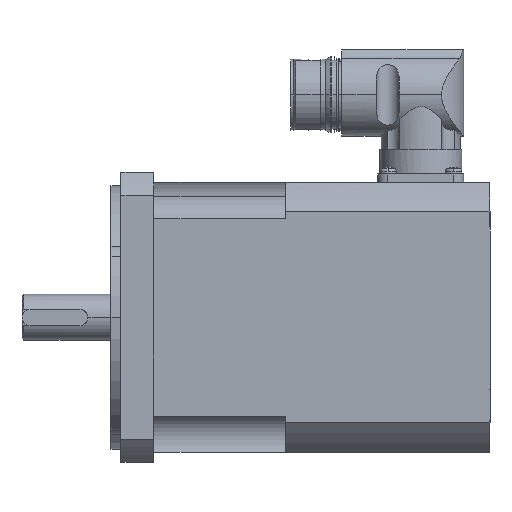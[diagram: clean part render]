
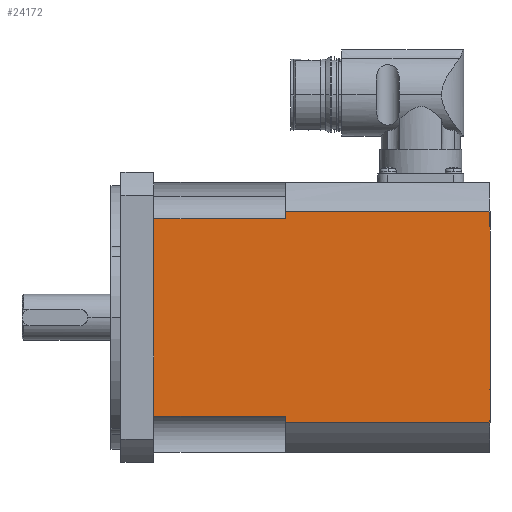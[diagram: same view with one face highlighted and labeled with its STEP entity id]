
A CAD part, front view. The second image highlights one B-rep face of the part: STEP entity #24172.
In plain terms, the highlighted planar face has unit normal (0, -1, 0).
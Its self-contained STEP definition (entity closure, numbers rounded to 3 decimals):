
#133=CARTESIAN_POINT('',(750.264,471.104,29.98));
#134=VERTEX_POINT('',#133);
#142=CARTESIAN_POINT('',(790.264,471.104,29.98));
#143=VERTEX_POINT('',#142);
#144=CARTESIAN_POINT('',(790.264,471.104,29.98));
#145=DIRECTION('',(-1.0,0.,0.));
#146=VECTOR('',#145,40.);
#147=LINE('',#144,#146);
#148=EDGE_CURVE('',#143,#134,#147,.T.);
#23118=CARTESIAN_POINT('',(750.264,471.104,-29.98));
#23119=VERTEX_POINT('',#23118);
#23127=CARTESIAN_POINT('',(750.264,471.104,29.98));
#23128=DIRECTION('',(0.0,0.0,-1.0));
#23129=VECTOR('',#23128,59.959);
#23130=LINE('',#23127,#23129);
#23131=EDGE_CURVE('',#134,#23119,#23130,.T.);
#23743=CARTESIAN_POINT('',(790.264,471.104,-29.98));
#23744=VERTEX_POINT('',#23743);
#23752=CARTESIAN_POINT('',(750.264,471.104,-29.98));
#23753=DIRECTION('',(1.0,0.,0.));
#23754=VECTOR('',#23753,40.);
#23755=LINE('',#23752,#23754);
#23756=EDGE_CURVE('',#23119,#23744,#23755,.T.);
#23897=CARTESIAN_POINT('',(790.264,471.104,-31.984));
#23898=VERTEX_POINT('',#23897);
#23899=CARTESIAN_POINT('',(790.264,471.104,-29.98));
#23900=DIRECTION('',(0.,0.,-1.0));
#23901=VECTOR('',#23900,2.005);
#23902=LINE('',#23899,#23901);
#23903=EDGE_CURVE('',#23744,#23898,#23902,.T.);
#23941=CARTESIAN_POINT('',(790.264,471.104,31.984));
#23942=VERTEX_POINT('',#23941);
#23943=CARTESIAN_POINT('',(790.264,471.104,31.984));
#23944=DIRECTION('',(0.0,0.,-1.0));
#23945=VECTOR('',#23944,2.005);
#23946=LINE('',#23943,#23945);
#23947=EDGE_CURVE('',#23942,#143,#23946,.T.);
#24027=CARTESIAN_POINT('',(852.264,471.104,-31.984));
#24028=VERTEX_POINT('',#24027);
#24036=CARTESIAN_POINT('',(790.264,471.104,-31.984));
#24037=DIRECTION('',(1.,0.,0.));
#24038=VECTOR('',#24037,62.);
#24039=LINE('',#24036,#24038);
#24040=EDGE_CURVE('',#23898,#24028,#24039,.T.);
#24051=CARTESIAN_POINT('',(852.264,471.104,31.984));
#24052=VERTEX_POINT('',#24051);
#24053=CARTESIAN_POINT('',(852.264,471.104,31.984));
#24054=DIRECTION('',(-1.0,0.,0.));
#24055=VECTOR('',#24054,62.);
#24056=LINE('',#24053,#24055);
#24057=EDGE_CURVE('',#24052,#23942,#24056,.T.);
#24152=CARTESIAN_POINT('',(740.264,471.104,-41.));
#24153=DIRECTION('',(0.,-1.0,0.));
#24154=DIRECTION('',(0.0,0.0,-1.0));
#24155=AXIS2_PLACEMENT_3D('',#24152,#24153,#24154);
#24156=PLANE('',#24155);
#24157=ORIENTED_EDGE('',*,*,#23131,.T.);
#24158=ORIENTED_EDGE('',*,*,#23756,.T.);
#24159=ORIENTED_EDGE('',*,*,#23903,.T.);
#24160=ORIENTED_EDGE('',*,*,#24040,.T.);
#24161=CARTESIAN_POINT('',(852.264,471.104,-31.984));
#24162=DIRECTION('',(0.0,0.0,1.0));
#24163=VECTOR('',#24162,63.969);
#24164=LINE('',#24161,#24163);
#24165=EDGE_CURVE('',#24028,#24052,#24164,.T.);
#24166=ORIENTED_EDGE('',*,*,#24165,.T.);
#24167=ORIENTED_EDGE('',*,*,#24057,.T.);
#24168=ORIENTED_EDGE('',*,*,#23947,.T.);
#24169=ORIENTED_EDGE('',*,*,#148,.T.);
#24170=EDGE_LOOP('',(#24157,#24158,#24159,#24160,#24166,#24167,#24168,#24169));
#24171=FACE_OUTER_BOUND('',#24170,.T.);
#24172=ADVANCED_FACE('',(#24171),#24156,.T.);
